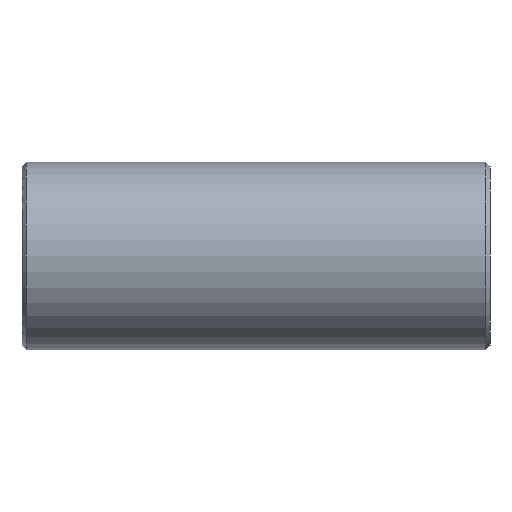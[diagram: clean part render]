
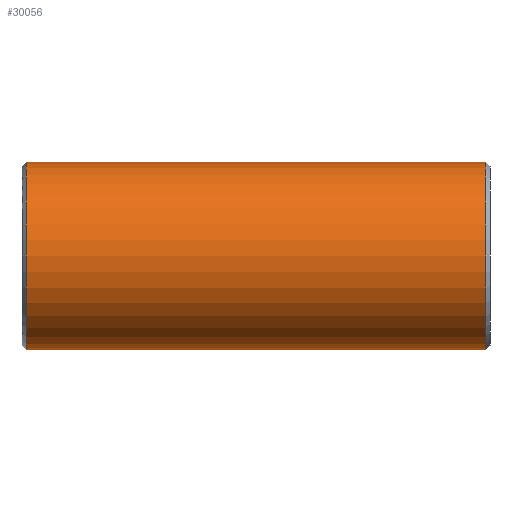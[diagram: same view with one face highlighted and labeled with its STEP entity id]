
A CAD part, front view. The second image highlights one B-rep face of the part: STEP entity #30056.
In plain terms, the highlighted cylindrical face has radius 6.25 mm (diameter 12.5 mm), a full revolution.
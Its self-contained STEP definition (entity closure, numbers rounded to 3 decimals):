
#237 = CONICAL_SURFACE('',#238,6.25,0.785);
#238 = AXIS2_PLACEMENT_3D('',#239,#240,#241);
#239 = CARTESIAN_POINT('',(0.3,0.,0.));
#240 = DIRECTION('',(1.,0.,0.));
#241 = DIRECTION('',(0.,0.,1.));
#11259 = VERTEX_POINT('',#11260);
#11260 = CARTESIAN_POINT('',(0.3,0.,6.25));
#11283 = EDGE_CURVE('',#11259,#11259,#11284,.T.);
#11284 = SURFACE_CURVE('',#11285,(#11290,#11297),.PCURVE_S1.);
#11285 = CIRCLE('',#11286,6.25);
#11286 = AXIS2_PLACEMENT_3D('',#11287,#11288,#11289);
#11287 = CARTESIAN_POINT('',(0.3,0.,0.));
#11288 = DIRECTION('',(1.,0.,0.));
#11289 = DIRECTION('',(0.,0.,1.));
#11290 = PCURVE('',#237,#11291);
#11291 = DEFINITIONAL_REPRESENTATION('',(#11292),#11296);
#11292 = LINE('',#11293,#11294);
#11293 = CARTESIAN_POINT('',(0.,0.));
#11294 = VECTOR('',#11295,1.);
#11295 = DIRECTION('',(1.,0.));
#11296 = ( GEOMETRIC_REPRESENTATION_CONTEXT(2) 
PARAMETRIC_REPRESENTATION_CONTEXT() REPRESENTATION_CONTEXT('2D SPACE',''
  ) );
#11297 = PCURVE('',#11298,#11303);
#11298 = CYLINDRICAL_SURFACE('',#11299,6.25);
#11299 = AXIS2_PLACEMENT_3D('',#11300,#11301,#11302);
#11300 = CARTESIAN_POINT('',(0.,0.,0.));
#11301 = DIRECTION('',(1.,0.,0.));
#11302 = DIRECTION('',(0.,0.,1.));
#11303 = DEFINITIONAL_REPRESENTATION('',(#11304),#11308);
#11304 = LINE('',#11305,#11306);
#11305 = CARTESIAN_POINT('',(0.,0.3));
#11306 = VECTOR('',#11307,1.);
#11307 = DIRECTION('',(1.,0.));
#11308 = ( GEOMETRIC_REPRESENTATION_CONTEXT(2) 
PARAMETRIC_REPRESENTATION_CONTEXT() REPRESENTATION_CONTEXT('2D SPACE',''
  ) );
#30056 = ADVANCED_FACE('',(#30057),#11298,.T.);
#30057 = FACE_BOUND('',#30058,.T.);
#30058 = EDGE_LOOP('',(#30059,#30082,#30083,#30084));
#30059 = ORIENTED_EDGE('',*,*,#30060,.F.);
#30060 = EDGE_CURVE('',#11259,#30061,#30063,.T.);
#30061 = VERTEX_POINT('',#30062);
#30062 = CARTESIAN_POINT('',(30.95,0.,6.25));
#30063 = SEAM_CURVE('',#30064,(#30068,#30075),.PCURVE_S1.);
#30064 = LINE('',#30065,#30066);
#30065 = CARTESIAN_POINT('',(0.,0.,6.25));
#30066 = VECTOR('',#30067,1.);
#30067 = DIRECTION('',(1.,0.,0.));
#30068 = PCURVE('',#11298,#30069);
#30069 = DEFINITIONAL_REPRESENTATION('',(#30070),#30074);
#30070 = LINE('',#30071,#30072);
#30071 = CARTESIAN_POINT('',(0.,0.));
#30072 = VECTOR('',#30073,1.);
#30073 = DIRECTION('',(0.,1.));
#30074 = ( GEOMETRIC_REPRESENTATION_CONTEXT(2) 
PARAMETRIC_REPRESENTATION_CONTEXT() REPRESENTATION_CONTEXT('2D SPACE',''
  ) );
#30075 = PCURVE('',#11298,#30076);
#30076 = DEFINITIONAL_REPRESENTATION('',(#30077),#30081);
#30077 = LINE('',#30078,#30079);
#30078 = CARTESIAN_POINT('',(6.283,0.));
#30079 = VECTOR('',#30080,1.);
#30080 = DIRECTION('',(0.,1.));
#30081 = ( GEOMETRIC_REPRESENTATION_CONTEXT(2) 
PARAMETRIC_REPRESENTATION_CONTEXT() REPRESENTATION_CONTEXT('2D SPACE',''
  ) );
#30082 = ORIENTED_EDGE('',*,*,#11283,.T.);
#30083 = ORIENTED_EDGE('',*,*,#30060,.T.);
#30084 = ORIENTED_EDGE('',*,*,#30085,.F.);
#30085 = EDGE_CURVE('',#30061,#30061,#30086,.T.);
#30086 = SURFACE_CURVE('',#30087,(#30092,#30099),.PCURVE_S1.);
#30087 = CIRCLE('',#30088,6.25);
#30088 = AXIS2_PLACEMENT_3D('',#30089,#30090,#30091);
#30089 = CARTESIAN_POINT('',(30.95,0.,0.));
#30090 = DIRECTION('',(1.,0.,0.));
#30091 = DIRECTION('',(0.,0.,1.));
#30092 = PCURVE('',#11298,#30093);
#30093 = DEFINITIONAL_REPRESENTATION('',(#30094),#30098);
#30094 = LINE('',#30095,#30096);
#30095 = CARTESIAN_POINT('',(0.,30.95));
#30096 = VECTOR('',#30097,1.);
#30097 = DIRECTION('',(1.,0.));
#30098 = ( GEOMETRIC_REPRESENTATION_CONTEXT(2) 
PARAMETRIC_REPRESENTATION_CONTEXT() REPRESENTATION_CONTEXT('2D SPACE',''
  ) );
#30099 = PCURVE('',#30100,#30105);
#30100 = CONICAL_SURFACE('',#30101,6.25,0.785);
#30101 = AXIS2_PLACEMENT_3D('',#30102,#30103,#30104);
#30102 = CARTESIAN_POINT('',(30.95,0.,0.));
#30103 = DIRECTION('',(-1.,-0.,-0.));
#30104 = DIRECTION('',(0.,0.,1.));
#30105 = DEFINITIONAL_REPRESENTATION('',(#30106),#30110);
#30106 = LINE('',#30107,#30108);
#30107 = CARTESIAN_POINT('',(-0.,-0.));
#30108 = VECTOR('',#30109,1.);
#30109 = DIRECTION('',(-1.,-0.));
#30110 = ( GEOMETRIC_REPRESENTATION_CONTEXT(2) 
PARAMETRIC_REPRESENTATION_CONTEXT() REPRESENTATION_CONTEXT('2D SPACE',''
  ) );
